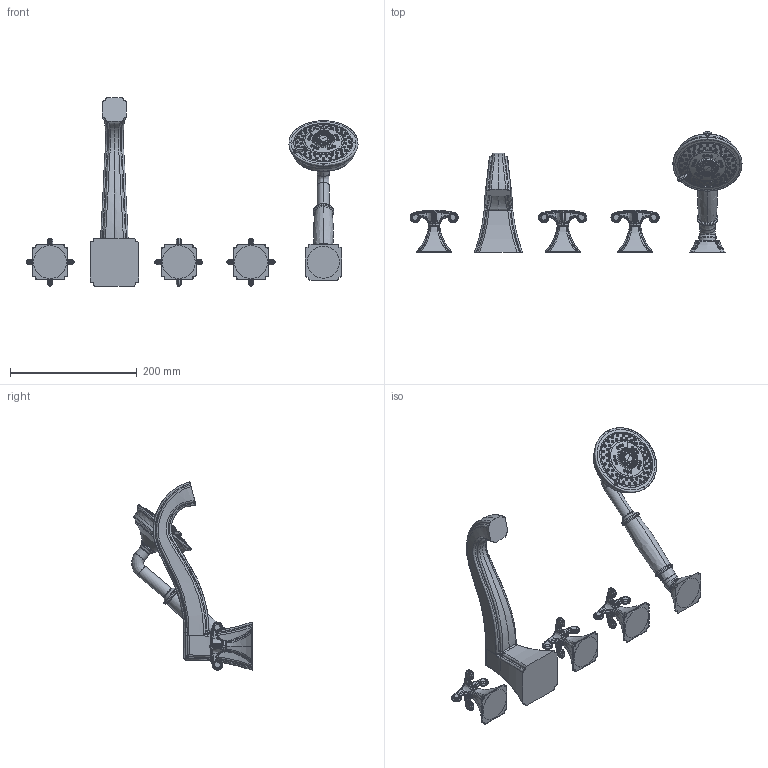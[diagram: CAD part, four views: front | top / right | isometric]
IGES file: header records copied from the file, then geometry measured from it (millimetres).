
Start section:  PTC IGES file: 3-2527.igs
Global section: file name: 3-2527.igs; native system: Creo Parametric by PTC Inc.; preprocessor: 2018400; author: jinson.thomas; organization: Unknown; date: 20210322.111621; units: inch
Bounding box: 524.5 x 191.07 x 297.81 mm (x, y, z)
Volume: 1156914.5 mm3; surface area: 161237.5 mm2
Topology: 5 solids, 5 shells, 2396 faces, 5226 edges, 2996 vertices
Faces by surface type: bspline 1213, revolution 1183
